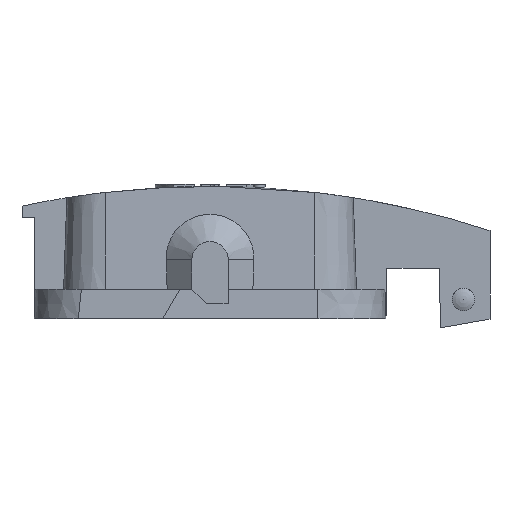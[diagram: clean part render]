
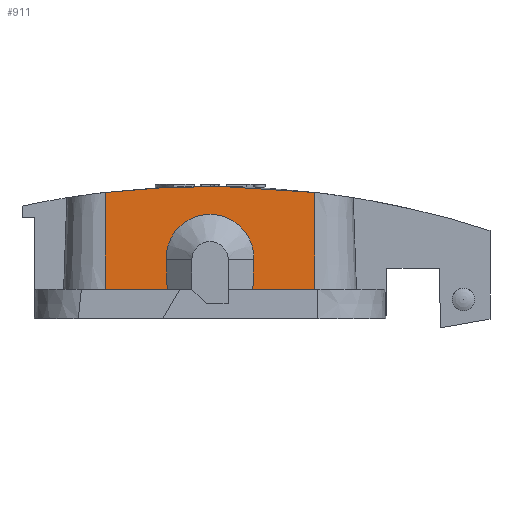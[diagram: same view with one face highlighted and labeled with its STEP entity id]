
A CAD part, left-side view. The second image highlights one B-rep face of the part: STEP entity #911.
In plain terms, the highlighted planar face has unit normal (-0.999, 0, 0.035).
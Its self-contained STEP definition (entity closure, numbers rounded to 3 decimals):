
#662=FACE_OUTER_BOUND('',#1384,.T.);
#873=ELLIPSE('',#4464,120.073,120.);
#886=ELLIPSE('',#4516,5.811,5.804);
#911=ADVANCED_FACE('',(#662),#1105,.T.);
#1105=PLANE('',#4517);
#1384=EDGE_LOOP('',(#1882,#1883,#1884,#1885,#1886,#1887,#1888,#1889));
#1882=ORIENTED_EDGE('',*,*,#3275,.T.);
#1883=ORIENTED_EDGE('',*,*,#3276,.F.);
#1884=ORIENTED_EDGE('',*,*,#3277,.T.);
#1885=ORIENTED_EDGE('',*,*,#3278,.T.);
#1886=ORIENTED_EDGE('',*,*,#3279,.T.);
#1887=ORIENTED_EDGE('',*,*,#3280,.F.);
#1888=ORIENTED_EDGE('',*,*,#3281,.T.);
#1889=ORIENTED_EDGE('',*,*,#3162,.T.);
#2806=VERTEX_POINT('',#6178);
#2807=VERTEX_POINT('',#6180);
#2903=VERTEX_POINT('',#6538);
#2904=VERTEX_POINT('',#6540);
#2905=VERTEX_POINT('',#6542);
#2906=VERTEX_POINT('',#6544);
#2907=VERTEX_POINT('',#6546);
#2908=VERTEX_POINT('',#6548);
#3162=EDGE_CURVE('',#2807,#2806,#873,.T.);
#3275=EDGE_CURVE('',#2806,#2903,#3683,.T.);
#3276=EDGE_CURVE('',#2904,#2903,#3684,.T.);
#3277=EDGE_CURVE('',#2904,#2905,#3685,.T.);
#3278=EDGE_CURVE('',#2905,#2906,#886,.T.);
#3279=EDGE_CURVE('',#2906,#2907,#3686,.T.);
#3280=EDGE_CURVE('',#2908,#2907,#3687,.T.);
#3281=EDGE_CURVE('',#2908,#2807,#3688,.T.);
#3683=LINE('',#6537,#4041);
#3684=LINE('',#6539,#4042);
#3685=LINE('',#6541,#4043);
#3686=LINE('',#6545,#4044);
#3687=LINE('',#6547,#4045);
#3688=LINE('',#6549,#4046);
#4041=VECTOR('',#5010,1.);
#4042=VECTOR('',#5011,1.);
#4043=VECTOR('',#5012,1.);
#4044=VECTOR('',#5015,1.);
#4045=VECTOR('',#5016,1.);
#4046=VECTOR('',#5017,1.);
#4464=AXIS2_PLACEMENT_3D('',#6179,#4841,#4842);
#4516=AXIS2_PLACEMENT_3D('',#6543,#5013,#5014);
#4517=AXIS2_PLACEMENT_3D('',#6550,#5018,#5019);
#4841=DIRECTION('',(-0.999,0.,0.035));
#4842=DIRECTION('',(0.035,0.,0.999));
#5010=DIRECTION('',(-0.035,0.,-0.999));
#5011=DIRECTION('',(0.,1.,0.));
#5012=DIRECTION('',(0.035,0.035,0.999));
#5013=DIRECTION('',(0.999,0.,-0.035));
#5014=DIRECTION('',(0.035,0.,0.999));
#5015=DIRECTION('',(-0.035,0.035,-0.999));
#5016=DIRECTION('',(0.,1.,0.));
#5017=DIRECTION('',(0.035,0.,0.999));
#5018=DIRECTION('',(-0.999,0.,0.035));
#5019=DIRECTION('',(-0.035,0.,-0.999));
#6178=CARTESIAN_POINT('',(-27.403,13.85,14.698));
#6179=CARTESIAN_POINT('',(-31.566,0.,-104.5));
#6180=CARTESIAN_POINT('',(-27.403,-13.85,14.698));
#6537=CARTESIAN_POINT('',(-27.85,13.85,1.9));
#6538=CARTESIAN_POINT('',(-27.85,13.85,1.9));
#6539=CARTESIAN_POINT('',(-27.85,-14.15,1.9));
#6540=CARTESIAN_POINT('',(-27.85,5.664,1.9));
#6541=CARTESIAN_POINT('',(-27.722,5.792,5.563));
#6542=CARTESIAN_POINT('',(-27.714,5.8,5.8));
#6543=CARTESIAN_POINT('',(-27.707,0.,6.003));
#6544=CARTESIAN_POINT('',(-27.714,-5.8,5.8));
#6545=CARTESIAN_POINT('',(-27.88,-5.633,1.029));
#6546=CARTESIAN_POINT('',(-27.85,-5.664,1.9));
#6547=CARTESIAN_POINT('',(-27.85,-14.15,1.9));
#6548=CARTESIAN_POINT('',(-27.85,-13.85,1.9));
#6549=CARTESIAN_POINT('',(-27.85,-13.85,1.9));
#6550=CARTESIAN_POINT('',(-27.85,19.35,1.9));
